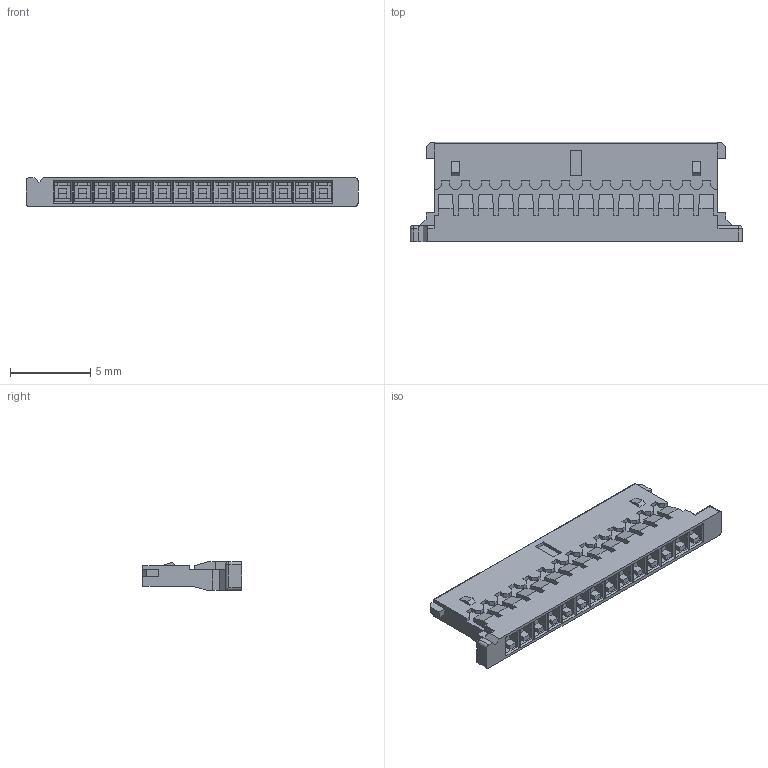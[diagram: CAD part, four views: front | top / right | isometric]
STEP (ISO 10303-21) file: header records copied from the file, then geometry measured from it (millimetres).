
FILE_DESCRIPTION(('FreeCAD Model'),'2;1');
FILE_NAME('SOLID010.step','2016-05-20T05:38:56',( 'Author'),(''),'Open CASCADE STEP processor 6.8','FreeCAD','Unknown' );
FILE_SCHEMA(('AUTOMOTIVE_DESIGN_CC2 { 1 2 10303 214 -1 1 5 4 }'));
Length unit declared in the file: millimetre
Products named in the file (2): ASSEMBLY; SOLID010
Assembly tree (1 placements, depth 2):
  ASSEMBLY
    SOLID010
Bounding box: 20.72 x 6.2 x 1.8 mm (x, y, z)
Volume: 154.4 mm3; surface area: 416.4 mm2
Topology: 1 solids, 1 shells, 721 faces, 1888 edges, 1200 vertices
Faces by surface type: plane 708, cylinder 11, sphere 2
Entity records: 47277 total; most frequent: CARTESIAN_POINT 8923, DIRECTION 7070, LINE 5582, VECTOR 5582, ORIENTED_EDGE 3776, PCURVE 3776, DEFINITIONAL_REPRESENTATION 3776, EDGE_CURVE 1888
